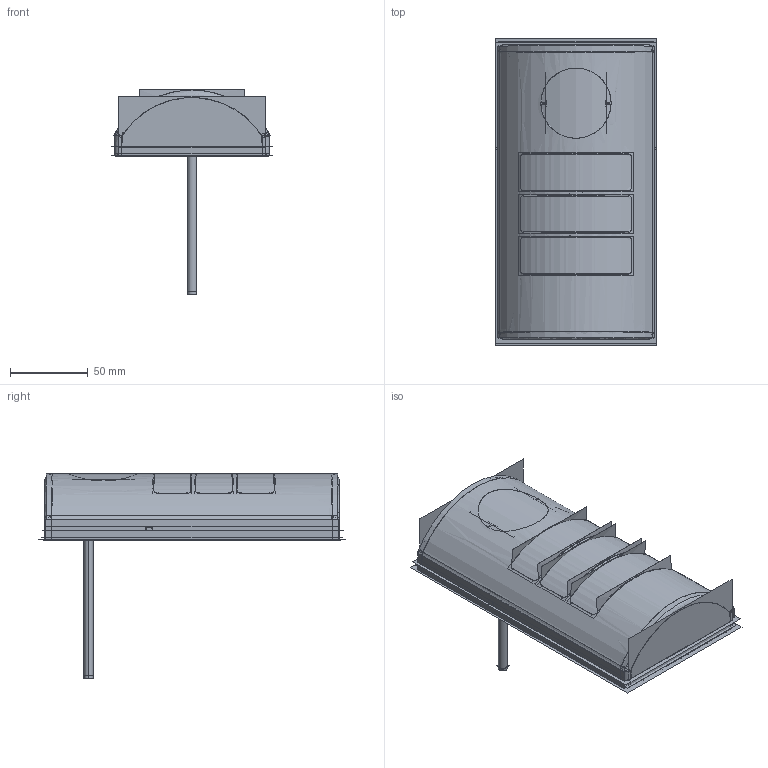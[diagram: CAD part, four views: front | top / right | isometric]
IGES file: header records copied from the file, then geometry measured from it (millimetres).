
Start section:  PTC IGES file: 222164_sm01.igs
Global section: file name: 222164_sm01.igs; native system: Creo Parametric by PTC Inc.; preprocessor: 2019292; author: PDMAdmin; organization: Unknown; date: 20220104.100307; units: millimetre
Bounding box: 104 x 197.6 x 131.51 mm (x, y, z)
Volume: 630888.8 mm3; surface area: 342330.7 mm2
Topology: 4 solids, 4 shells, 688 faces, 3332 edges, 4166 vertices
Faces by surface type: bspline 332, revolution 332, extrusion 24
